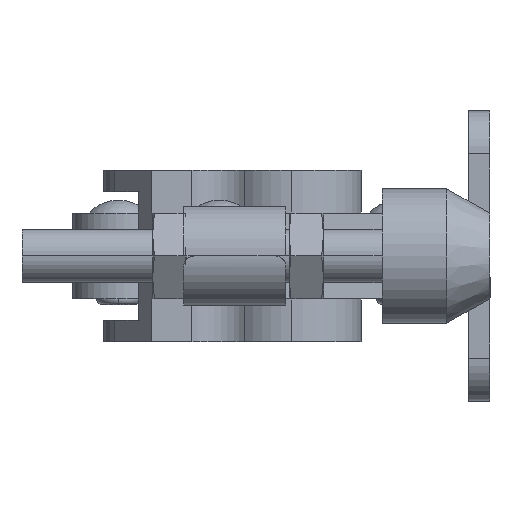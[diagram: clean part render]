
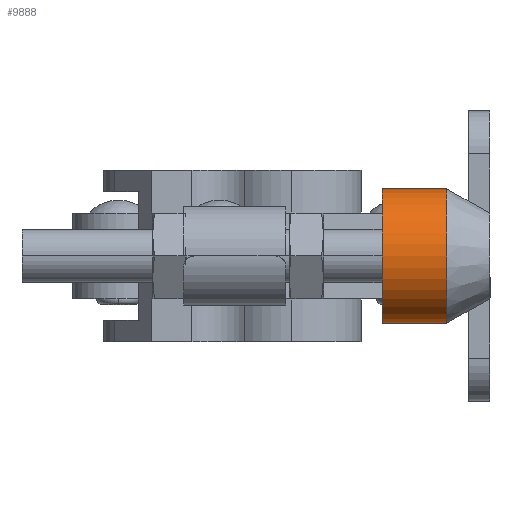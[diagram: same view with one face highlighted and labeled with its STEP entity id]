
A CAD part, left-side view. The second image highlights one B-rep face of the part: STEP entity #9888.
In plain terms, the highlighted cylindrical face has radius 6.25 mm (diameter 12.5 mm), a partial arc.
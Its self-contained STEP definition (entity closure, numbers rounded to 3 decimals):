
#114 = AXIS2_PLACEMENT_3D ( 'NONE', #2337, #7978, #3141 ) ;
#201 = DIRECTION ( 'NONE',  ( 0., 0., 1. ) ) ;
#325 = VERTEX_POINT ( 'NONE', #3000 ) ;
#718 = DIRECTION ( 'NONE',  ( 0., 1., 0. ) ) ;
#931 = EDGE_LOOP ( 'NONE', ( #3600, #7341, #9824, #7500 ) ) ;
#977 = CARTESIAN_POINT ( 'NONE',  ( -23., 11.261, 0. ) ) ;
#984 = CIRCLE ( 'NONE', #114, 6.25 ) ;
#1004 = EDGE_CURVE ( 'NONE', #2976, #325, #4014, .T. ) ;
#1373 = VERTEX_POINT ( 'NONE', #1951 ) ;
#1377 = CARTESIAN_POINT ( 'NONE',  ( -23., 11.261, 6.25 ) ) ;
#1951 = CARTESIAN_POINT ( 'NONE',  ( -23., 10.04, 6.25 ) ) ;
#2206 = DIRECTION ( 'NONE',  ( 0., 1., 0. ) ) ;
#2337 = CARTESIAN_POINT ( 'NONE',  ( -23., 10.04, 0. ) ) ;
#2976 = VERTEX_POINT ( 'NONE', #5336 ) ;
#3000 = CARTESIAN_POINT ( 'NONE',  ( -23., 4.04, 6.25 ) ) ;
#3141 = DIRECTION ( 'NONE',  ( 0., 0., 1. ) ) ;
#3600 = ORIENTED_EDGE ( 'NONE', *, *, #5418, .F. ) ;
#3705 = VECTOR ( 'NONE', #718, 1000. ) ;
#3723 = AXIS2_PLACEMENT_3D ( 'NONE', #977, #5030, #201 ) ;
#3861 = CARTESIAN_POINT ( 'NONE',  ( -23., 10.04, -6.25 ) ) ;
#4014 = CIRCLE ( 'NONE', #4654, 6.25 ) ;
#4016 = EDGE_CURVE ( 'NONE', #325, #1373, #9636, .T. ) ;
#4611 = DIRECTION ( 'NONE',  ( 0., 1., 0. ) ) ;
#4654 = AXIS2_PLACEMENT_3D ( 'NONE', #9381, #4611, #10197 ) ;
#5030 = DIRECTION ( 'NONE',  ( 0., 1., 0. ) ) ;
#5336 = CARTESIAN_POINT ( 'NONE',  ( -23., 4.04, -6.25 ) ) ;
#5418 = EDGE_CURVE ( 'NONE', #2976, #5953, #5846, .T. ) ;
#5577 = CARTESIAN_POINT ( 'NONE',  ( -23., 11.261, -6.25 ) ) ;
#5846 = LINE ( 'NONE', #5577, #3705 ) ;
#5953 = VERTEX_POINT ( 'NONE', #3861 ) ;
#7341 = ORIENTED_EDGE ( 'NONE', *, *, #1004, .T. ) ;
#7422 = CYLINDRICAL_SURFACE ( 'NONE', #3723, 6.25 ) ;
#7500 = ORIENTED_EDGE ( 'NONE', *, *, #7679, .F. ) ;
#7679 = EDGE_CURVE ( 'NONE', #5953, #1373, #984, .T. ) ;
#7978 = DIRECTION ( 'NONE',  ( 0., 1., 0. ) ) ;
#8424 = FACE_OUTER_BOUND ( 'NONE', #931, .T. ) ;
#8797 = VECTOR ( 'NONE', #2206, 1000. ) ;
#9381 = CARTESIAN_POINT ( 'NONE',  ( -23., 4.04, 0. ) ) ;
#9636 = LINE ( 'NONE', #1377, #8797 ) ;
#9824 = ORIENTED_EDGE ( 'NONE', *, *, #4016, .T. ) ;
#9888 = ADVANCED_FACE ( 'NONE', ( #8424 ), #7422, .T. ) ;
#10197 = DIRECTION ( 'NONE',  ( 0., 0., 1. ) ) ;
